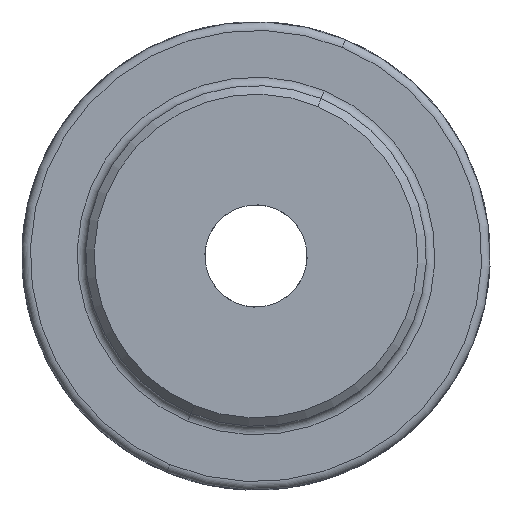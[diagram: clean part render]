
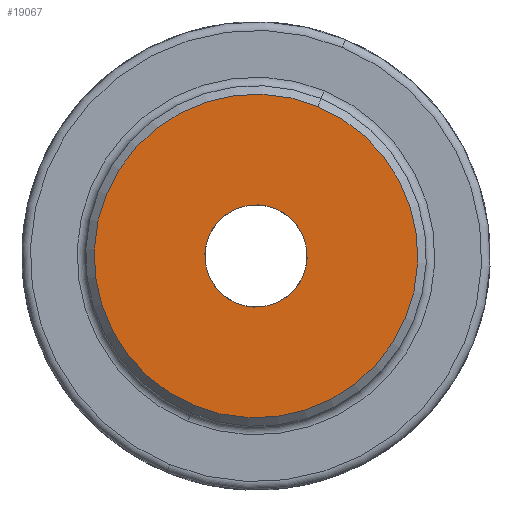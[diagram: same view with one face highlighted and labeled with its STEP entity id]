
A CAD part, left-side view. The second image highlights one B-rep face of the part: STEP entity #19067.
In plain terms, the highlighted face is planar.
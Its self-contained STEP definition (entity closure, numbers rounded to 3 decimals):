
#18363=CARTESIAN_POINT('',(0.,0.,0.));
#18364=DIRECTION('',(0.,0.,1.));
#18365=DIRECTION('',(-1.,0.,0.));
#18366=AXIS2_PLACEMENT_3D('',#18363,#18364,#18365);
#18372=CARTESIAN_POINT('',(0.,0.,0.));
#18373=DIRECTION('',(0.,0.,1.));
#18374=DIRECTION('',(1.,0.,0.));
#18375=AXIS2_PLACEMENT_3D('',#18372,#18373,#18374);
#18386=CARTESIAN_POINT('',(0.,0.,0.));
#18387=DIRECTION('',(0.,0.,1.));
#18388=DIRECTION('',(-1.,0.,0.));
#18389=AXIS2_PLACEMENT_3D('',#18386,#18387,#18388);
#18391=CARTESIAN_POINT('',(0.,0.,0.));
#18392=DIRECTION('',(0.,0.,1.));
#18393=DIRECTION('',(1.,0.,0.));
#18394=AXIS2_PLACEMENT_3D('',#18391,#18392,#18393);
#18450=CARTESIAN_POINT('',(19.,0.,0.));
#18451=CARTESIAN_POINT('',(-19.,0.,0.));
#18452=VERTEX_POINT('',#18450);
#18453=VERTEX_POINT('',#18451);
#18480=CARTESIAN_POINT('',(6.,0.,0.));
#18481=CARTESIAN_POINT('',(-6.,0.,0.));
#18482=VERTEX_POINT('',#18480);
#18483=VERTEX_POINT('',#18481);
#19052=CARTESIAN_POINT('',(0.,0.,0.));
#19053=DIRECTION('',(0.,0.,1.));
#19054=DIRECTION('',(1.,0.,0.));
#19055=AXIS2_PLACEMENT_3D('',#19052,#19053,#19054);
#19056=PLANE('',#19055);
#19058=ORIENTED_EDGE('',*,*,#19057,.T.);
#19060=ORIENTED_EDGE('',*,*,#19059,.T.);
#19061=EDGE_LOOP('',(#19058,#19060));
#19062=FACE_OUTER_BOUND('',#19061,.F.);
#19063=ORIENTED_EDGE('',*,*,#19045,.F.);
#19064=ORIENTED_EDGE('',*,*,#19032,.F.);
#19065=EDGE_LOOP('',(#19063,#19064));
#19066=FACE_BOUND('',#19065,.F.);
#19067=ADVANCED_FACE('',(#19062,#19066),#19056,.F.);
#18367=CIRCLE('',#18366,6.);
#18376=CIRCLE('',#18375,6.);
#18390=CIRCLE('',#18389,19.);
#18395=CIRCLE('',#18394,19.);
#19032=EDGE_CURVE('',#18483,#18482,#18367,.T.);
#19045=EDGE_CURVE('',#18482,#18483,#18376,.T.);
#19057=EDGE_CURVE('',#18453,#18452,#18390,.T.);
#19059=EDGE_CURVE('',#18452,#18453,#18395,.T.);
